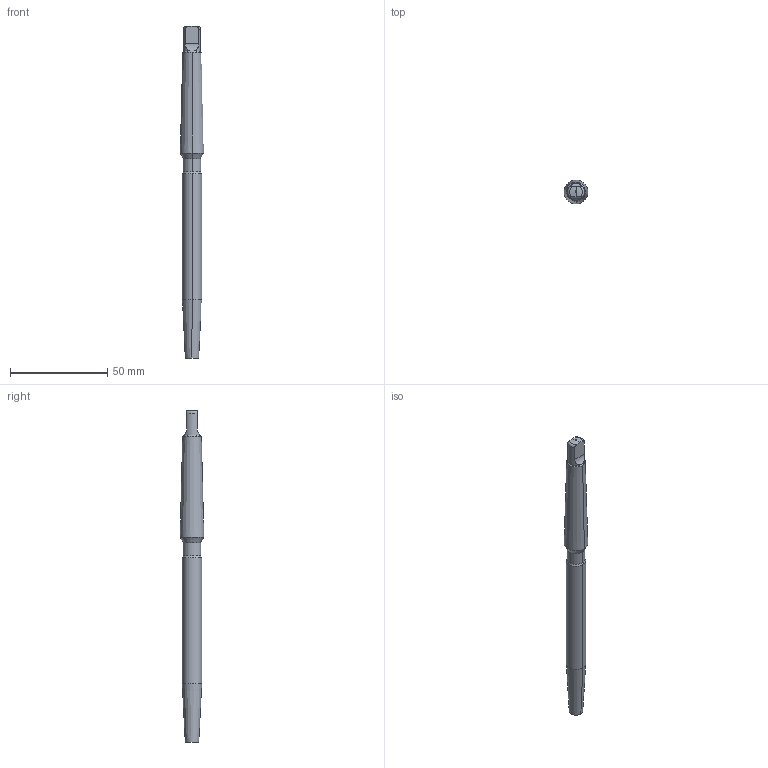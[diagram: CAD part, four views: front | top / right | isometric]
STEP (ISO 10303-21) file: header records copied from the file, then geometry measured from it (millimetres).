
FILE_DESCRIPTION((''),'2;1');
FILE_NAME('607516025-000-00-E43','2021-02-08T10:35:14',('steinhartd'),(''),'CREO PARAMETRIC BY PTC INC, 2019030','CREO PARAMETRIC BY PTC INC, 2019030','');
FILE_SCHEMA(('AP242_MANAGED_MODEL_BASED_3D_ENGINEERING_MIM_LF { 1 0 10303 442 1 1 4 }'));
Length unit declared in the file: millimetre
Products named in the file (1): 607516025-000-00-E43
Bounding box: 12.24 x 12.24 x 171 mm (x, y, z)
Volume: 13077.4 mm3; surface area: 5382.2 mm2
Topology: 1 solids, 1 shells, 26 faces, 58 edges, 34 vertices
Faces by surface type: cone 12, cylinder 8, plane 4, torus 2
Entity records: 1572 total; most frequent: CARTESIAN_POINT 343, DIRECTION 133, ORIENTED_EDGE 116, PRESENTATION_STYLE_ASSIGNMENT 89, STYLED_ITEM 84, CURVE_STYLE 62, EDGE_CURVE 58, AXIS2_PLACEMENT_3D 54
